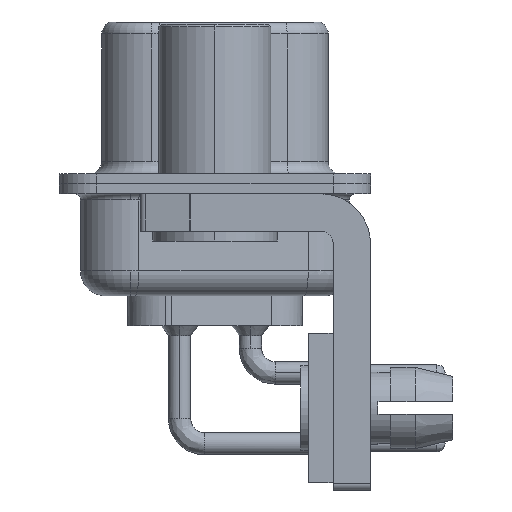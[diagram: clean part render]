
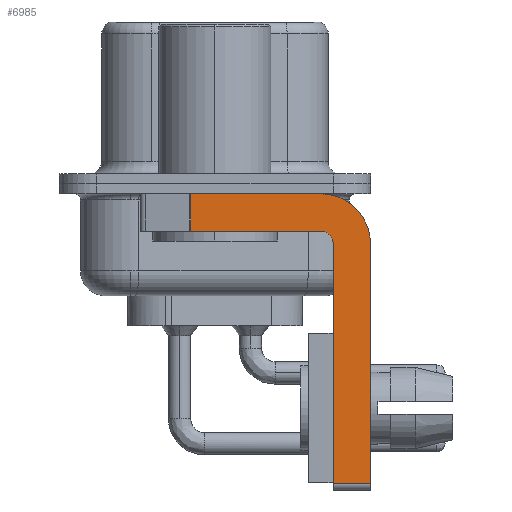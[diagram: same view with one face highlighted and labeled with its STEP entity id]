
A CAD part, left-side view. The second image highlights one B-rep face of the part: STEP entity #6985.
In plain terms, the highlighted planar face has unit normal (-1, 0, 0).
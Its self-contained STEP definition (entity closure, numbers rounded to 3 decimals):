
#148 = EDGE_CURVE ( 'NONE', #22921, #3435, #23762, .T. ) ;
#606 = CARTESIAN_POINT ( 'NONE',  ( -2.9, 0.978, -1.9 ) ) ;
#1210 = ORIENTED_EDGE ( 'NONE', *, *, #148, .T. ) ;
#1374 = CARTESIAN_POINT ( 'NONE',  ( -2.9, -4.25, -1.9 ) ) ;
#1548 = CARTESIAN_POINT ( 'NONE',  ( -2.9, -6.25, -2.4 ) ) ;
#1686 = EDGE_CURVE ( 'NONE', #12934, #6270, #15837, .T. ) ;
#1868 = CARTESIAN_POINT ( 'NONE',  ( -2.9, -4.75, -12.05 ) ) ;
#1996 = EDGE_CURVE ( 'NONE', #17744, #2232, #4596, .T. ) ;
#2199 = EDGE_CURVE ( 'NONE', #2232, #17894, #4873, .T. ) ;
#2232 = VERTEX_POINT ( 'NONE', #1374 ) ;
#2980 = VECTOR ( 'NONE', #4338, 1000. ) ;
#3094 = CARTESIAN_POINT ( 'NONE',  ( -2.9, -4.25, -2.4 ) ) ;
#3113 = ORIENTED_EDGE ( 'NONE', *, *, #2199, .F. ) ;
#3435 = VERTEX_POINT ( 'NONE', #15752 ) ;
#3783 = VECTOR ( 'NONE', #5211, 1000. ) ;
#4310 = VECTOR ( 'NONE', #9814, 1000. ) ;
#4338 = DIRECTION ( 'NONE',  ( 0., 0., -1. ) ) ;
#4596 = CIRCLE ( 'NONE', #17492, 0.5 ) ;
#4873 = LINE ( 'NONE', #15731, #19025 ) ;
#4977 = DIRECTION ( 'NONE',  ( 1., 0., 0. ) ) ;
#5211 = DIRECTION ( 'NONE',  ( 0., 0., 1. ) ) ;
#5491 = ORIENTED_EDGE ( 'NONE', *, *, #8684, .T. ) ;
#5497 = CARTESIAN_POINT ( 'NONE',  ( -2.9, -6.25, -2.4 ) ) ;
#5638 = ORIENTED_EDGE ( 'NONE', *, *, #6685, .F. ) ;
#5711 = VERTEX_POINT ( 'NONE', #5497 ) ;
#6270 = VERTEX_POINT ( 'NONE', #20254 ) ;
#6271 = CIRCLE ( 'NONE', #16117, 2. ) ;
#6685 = EDGE_CURVE ( 'NONE', #6270, #5711, #6271, .T. ) ;
#6985 = ADVANCED_FACE ( 'NONE', ( #17485 ), #16006, .F. ) ;
#7041 = LINE ( 'NONE', #1548, #11350 ) ;
#7291 = CARTESIAN_POINT ( 'NONE',  ( -2.9, -4.25, -2.4 ) ) ;
#7586 = DIRECTION ( 'NONE',  ( 1., 0., 0. ) ) ;
#7794 = AXIS2_PLACEMENT_3D ( 'NONE', #3094, #4977, #17868 ) ;
#8684 = EDGE_CURVE ( 'NONE', #12934, #17894, #12793, .T. ) ;
#8705 = LINE ( 'NONE', #12547, #3783 ) ;
#9814 = DIRECTION ( 'NONE',  ( 0., -1., 0. ) ) ;
#10589 = EDGE_CURVE ( 'NONE', #5711, #3435, #7041, .T. ) ;
#10907 = DIRECTION ( 'NONE',  ( -1., 0., 0. ) ) ;
#11350 = VECTOR ( 'NONE', #14450, 1000. ) ;
#12321 = ORIENTED_EDGE ( 'NONE', *, *, #10589, .F. ) ;
#12536 = DIRECTION ( 'NONE',  ( 0., -1., 0. ) ) ;
#12547 = CARTESIAN_POINT ( 'NONE',  ( -2.9, -4.75, -12.3 ) ) ;
#12793 = LINE ( 'NONE', #606, #2980 ) ;
#12934 = VERTEX_POINT ( 'NONE', #14376 ) ;
#13259 = CARTESIAN_POINT ( 'NONE',  ( -2.9, 3., -0.4 ) ) ;
#14376 = CARTESIAN_POINT ( 'NONE',  ( -2.9, 0.978, -0.4 ) ) ;
#14450 = DIRECTION ( 'NONE',  ( 0., 0., -1. ) ) ;
#14553 = EDGE_CURVE ( 'NONE', #22921, #17744, #8705, .T. ) ;
#15398 = DIRECTION ( 'NONE',  ( 0., 1., 0. ) ) ;
#15731 = CARTESIAN_POINT ( 'NONE',  ( -2.9, -4.25, -1.9 ) ) ;
#15752 = CARTESIAN_POINT ( 'NONE',  ( -2.9, -6.25, -12.05 ) ) ;
#15837 = LINE ( 'NONE', #13259, #4310 ) ;
#16006 = PLANE ( 'NONE',  #7794 ) ;
#16117 = AXIS2_PLACEMENT_3D ( 'NONE', #18636, #7586, #20488 ) ;
#16320 = CARTESIAN_POINT ( 'NONE',  ( -2.9, 0.978, -1.9 ) ) ;
#16496 = ORIENTED_EDGE ( 'NONE', *, *, #1686, .F. ) ;
#17022 = VECTOR ( 'NONE', #12536, 1000. ) ;
#17118 = ORIENTED_EDGE ( 'NONE', *, *, #14553, .F. ) ;
#17189 = ORIENTED_EDGE ( 'NONE', *, *, #1996, .F. ) ;
#17485 = FACE_OUTER_BOUND ( 'NONE', #20184, .T. ) ;
#17492 = AXIS2_PLACEMENT_3D ( 'NONE', #7291, #10907, #18818 ) ;
#17744 = VERTEX_POINT ( 'NONE', #21297 ) ;
#17868 = DIRECTION ( 'NONE',  ( 0., 0., -1. ) ) ;
#17894 = VERTEX_POINT ( 'NONE', #16320 ) ;
#18636 = CARTESIAN_POINT ( 'NONE',  ( -2.9, -4.25, -2.4 ) ) ;
#18818 = DIRECTION ( 'NONE',  ( 0., 0., 1. ) ) ;
#19025 = VECTOR ( 'NONE', #15398, 1000. ) ;
#20184 = EDGE_LOOP ( 'NONE', ( #16496, #5491, #3113, #17189, #17118, #1210, #12321, #5638 ) ) ;
#20254 = CARTESIAN_POINT ( 'NONE',  ( -2.9, -4.25, -0.4 ) ) ;
#20488 = DIRECTION ( 'NONE',  ( 0., 0., -1. ) ) ;
#21297 = CARTESIAN_POINT ( 'NONE',  ( -2.9, -4.75, -2.4 ) ) ;
#22921 = VERTEX_POINT ( 'NONE', #1868 ) ;
#22939 = CARTESIAN_POINT ( 'NONE',  ( -2.9, -4.25, -12.05 ) ) ;
#23762 = LINE ( 'NONE', #22939, #17022 ) ;
